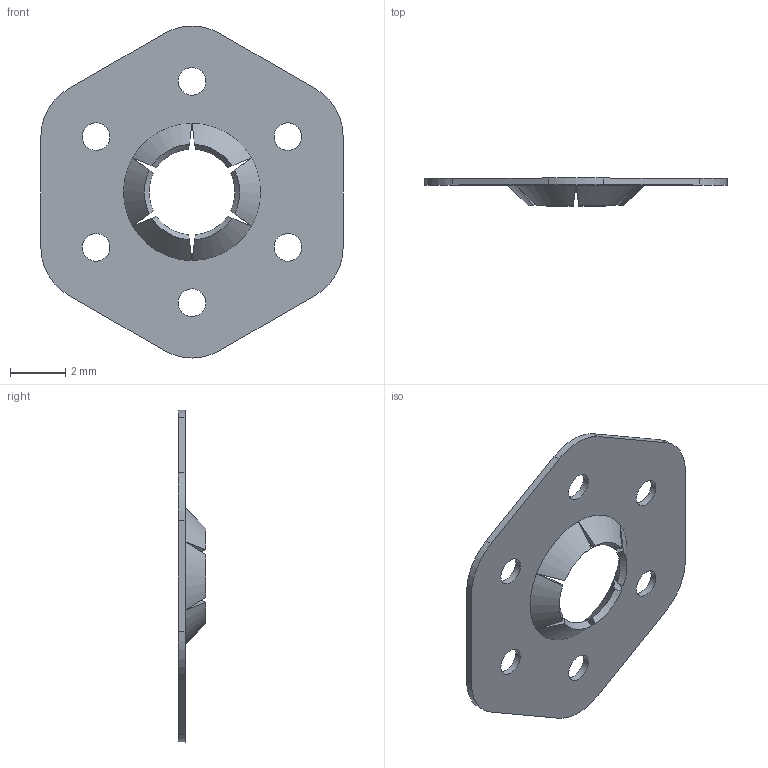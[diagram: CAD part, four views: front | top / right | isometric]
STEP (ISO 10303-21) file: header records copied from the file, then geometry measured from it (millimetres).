
FILE_DESCRIPTION((''),'2;1');
FILE_NAME('','2012-08-22T10:17:06',(''),(''),'','CADfix','');
FILE_SCHEMA(('AUTOMOTIVE_DESIGN { 1 0 10303 214 1 1 1 1 }'));
Length unit declared in the file: millimetre
Bounding box: 10.93 x 1 x 12 mm (x, y, z)
Volume: 23.1 mm3; surface area: 204.1 mm2
Topology: 1 solids, 1 shells, 62 faces, 204 edges, 144 vertices
Faces by surface type: bspline 62
Entity records: 2946 total; most frequent: CARTESIAN_POINT 1734, ORIENTED_EDGE 408, EDGE_CURVE 204, VERTEX_POINT 144, B_SPLINE_CURVE_WITH_KNOTS 126, QUASI_UNIFORM_CURVE 78, EDGE_LOOP 76, FACE_OUTER_BOUND 62
